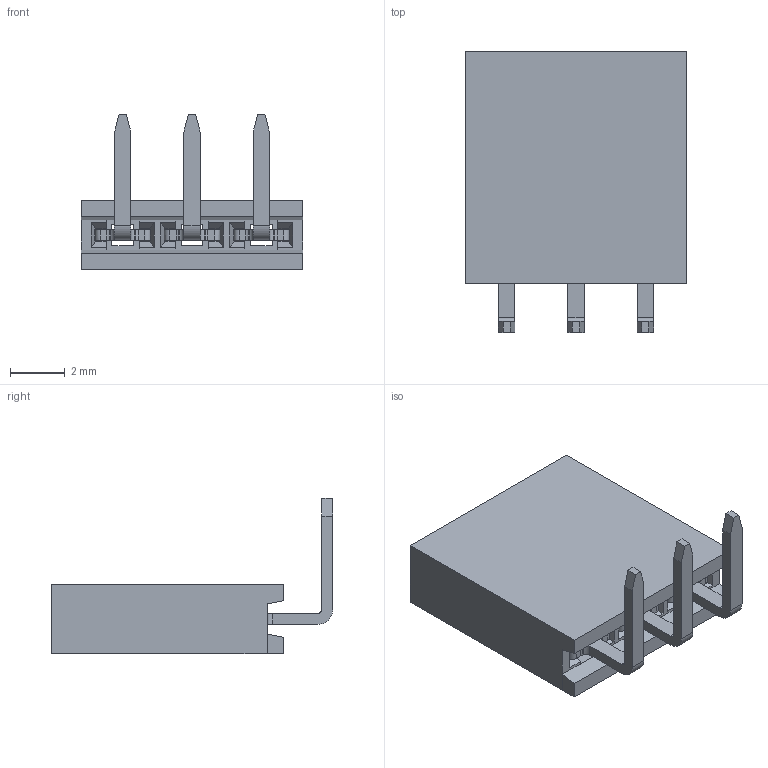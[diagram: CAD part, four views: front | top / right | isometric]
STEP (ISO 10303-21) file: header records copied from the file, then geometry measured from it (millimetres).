
FILE_DESCRIPTION (( 'STEP AP203' ), '1' );
FILE_NAME ('_ _ _C031LGBN-RC.STEP', '2016-08-19T01:52:38', ( 'LUANN HERRING' ), ( 'SULLINS' ), 'SwSTEP 2.0', 'SolidWorks 2015', '' );
FILE_SCHEMA (( 'CONFIG_CONTROL_DESIGN' ));
Length unit declared in the file: inch
Products named in the file (2): _ _ _C031LGBN-RC
Bounding box: 8.12 x 10.3 x 5.69 mm (x, y, z)
Volume: 144.1 mm3; surface area: 477 mm2
Topology: 4 solids, 4 shells, 227 faces, 620 edges, 401 vertices
Faces by surface type: plane 182, cylinder 45
Entity records: 7376 total; most frequent: CARTESIAN_POINT 1619, ORIENTED_EDGE 1240, DIRECTION 1029, EDGE_CURVE 620, LINE 499, VECTOR 499, VERTEX_POINT 401, AXIS2_PLACEMENT_3D 265
